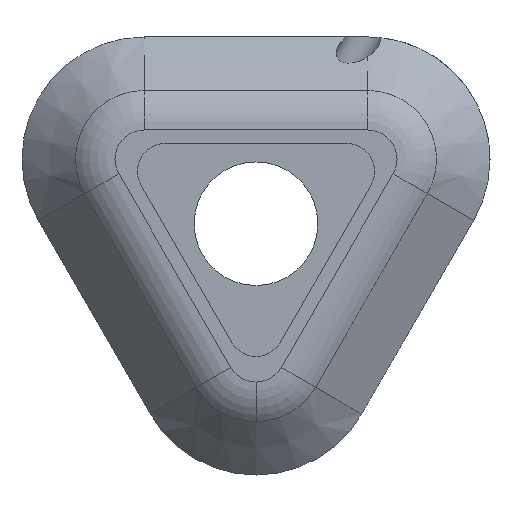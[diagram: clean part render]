
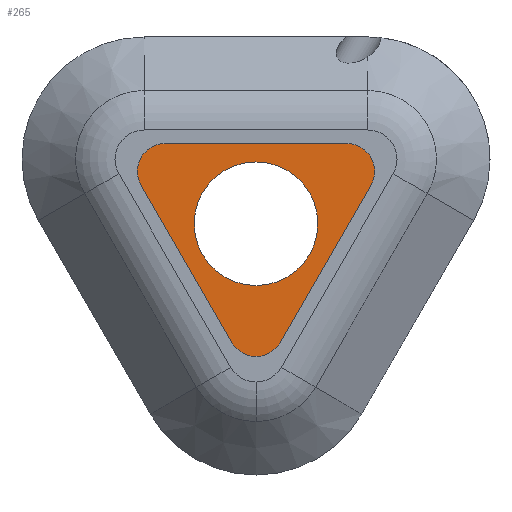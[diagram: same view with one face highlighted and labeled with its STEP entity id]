
A CAD part, front view. The second image highlights one B-rep face of the part: STEP entity #265.
In plain terms, the highlighted planar face has unit normal (0, -1, 0).
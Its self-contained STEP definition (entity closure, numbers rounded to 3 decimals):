
#3 = EDGE_CURVE ( 'NONE', #850, #54, #1044, .T. ) ;
#27 = DIRECTION ( 'NONE',  ( 0., -1., 0. ) ) ;
#35 = CIRCLE ( 'NONE', #1963, 4. ) ;
#48 = PLANE ( 'NONE',  #383 ) ;
#54 = VERTEX_POINT ( 'NONE', #335 ) ;
#110 = CARTESIAN_POINT ( 'NONE',  ( -3.01, 2., -1.738 ) ) ;
#124 = ORIENTED_EDGE ( 'NONE', *, *, #870, .T. ) ;
#173 = CARTESIAN_POINT ( 'NONE',  ( 1.959, 2., -1.131 ) ) ;
#212 = EDGE_CURVE ( 'NONE', #759, #970, #629, .T. ) ;
#237 = VERTEX_POINT ( 'NONE', #1792 ) ;
#256 = DIRECTION ( 'NONE',  ( 0., -1., 0. ) ) ;
#265 = ADVANCED_FACE ( 'NONE', ( #1855, #1979 ), #48, .T. ) ;
#273 = DIRECTION ( 'NONE',  ( -1., 0., 0. ) ) ;
#291 = AXIS2_PLACEMENT_3D ( 'NONE', #689, #673, #1489 ) ;
#322 = ORIENTED_EDGE ( 'NONE', *, *, #1181, .T. ) ;
#335 = CARTESIAN_POINT ( 'NONE',  ( -16., 2., -18.088 ) ) ;
#368 = DIRECTION ( 'NONE',  ( 0., 1., 0. ) ) ;
#374 = EDGE_LOOP ( 'NONE', ( #1649, #1373, #1744, #414, #1872, #124, #1377 ) ) ;
#383 = AXIS2_PLACEMENT_3D ( 'NONE', #695, #732, #2008 ) ;
#384 = CIRCLE ( 'NONE', #291, 4. ) ;
#404 = VECTOR ( 'NONE', #273, 1000. ) ;
#409 = CIRCLE ( 'NONE', #1598, 8.85 ) ;
#414 = ORIENTED_EDGE ( 'NONE', *, *, #609, .T. ) ;
#466 = CIRCLE ( 'NONE', #1415, 4. ) ;
#487 = EDGE_CURVE ( 'NONE', #1754, #1206, #559, .T. ) ;
#559 = LINE ( 'NONE', #1874, #1780 ) ;
#584 = LINE ( 'NONE', #1059, #404 ) ;
#588 = DIRECTION ( 'NONE',  ( 0., 1., 0. ) ) ;
#589 = VECTOR ( 'NONE', #1606, 1000. ) ;
#603 = CARTESIAN_POINT ( 'NONE',  ( -16., 2., -0.388 ) ) ;
#609 = EDGE_CURVE ( 'NONE', #237, #1062, #35, .T. ) ;
#629 = CIRCLE ( 'NONE', #644, 4. ) ;
#644 = AXIS2_PLACEMENT_3D ( 'NONE', #1346, #863, #998 ) ;
#660 = CARTESIAN_POINT ( 'NONE',  ( -28.99, 2., -1.738 ) ) ;
#664 = DIRECTION ( 'NONE',  ( 0., 0., -1. ) ) ;
#673 = DIRECTION ( 'NONE',  ( 0., -1., 0. ) ) ;
#678 = CARTESIAN_POINT ( 'NONE',  ( -3.01, 2., 2.262 ) ) ;
#682 = EDGE_CURVE ( 'NONE', #1062, #1131, #584, .T. ) ;
#688 = EDGE_LOOP ( 'NONE', ( #1178, #322 ) ) ;
#689 = CARTESIAN_POINT ( 'NONE',  ( -16., 2., -24.238 ) ) ;
#695 = CARTESIAN_POINT ( 'NONE',  ( 0., 2., 0. ) ) ;
#732 = DIRECTION ( 'NONE',  ( 0., -1., 0. ) ) ;
#759 = VERTEX_POINT ( 'NONE', #948 ) ;
#801 = LINE ( 'NONE', #173, #589 ) ;
#820 = CARTESIAN_POINT ( 'NONE',  ( -12.536, 2., -26.238 ) ) ;
#850 = VERTEX_POINT ( 'NONE', #603 ) ;
#863 = DIRECTION ( 'NONE',  ( 0., -1., 0. ) ) ;
#870 = EDGE_CURVE ( 'NONE', #1131, #1206, #466, .T. ) ;
#915 = DIRECTION ( 'NONE',  ( 0., 0., -1. ) ) ;
#948 = CARTESIAN_POINT ( 'NONE',  ( -16., 2., -28.238 ) ) ;
#958 = EDGE_CURVE ( 'NONE', #970, #237, #801, .T. ) ;
#970 = VERTEX_POINT ( 'NONE', #820 ) ;
#998 = DIRECTION ( 'NONE',  ( 0., 0., -1. ) ) ;
#1005 = EDGE_CURVE ( 'NONE', #1754, #759, #384, .T. ) ;
#1018 = DIRECTION ( 'NONE',  ( 0., 0., -1. ) ) ;
#1044 = CIRCLE ( 'NONE', #1899, 8.85 ) ;
#1053 = CARTESIAN_POINT ( 'NONE',  ( -28.99, 2., 2.262 ) ) ;
#1059 = CARTESIAN_POINT ( 'NONE',  ( 0., 2., 2.262 ) ) ;
#1062 = VERTEX_POINT ( 'NONE', #678 ) ;
#1066 = CARTESIAN_POINT ( 'NONE',  ( -16., 2., -9.238 ) ) ;
#1131 = VERTEX_POINT ( 'NONE', #1053 ) ;
#1178 = ORIENTED_EDGE ( 'NONE', *, *, #3, .T. ) ;
#1181 = EDGE_CURVE ( 'NONE', #54, #850, #409, .T. ) ;
#1206 = VERTEX_POINT ( 'NONE', #1793 ) ;
#1329 = CARTESIAN_POINT ( 'NONE',  ( -19.464, 2., -26.238 ) ) ;
#1346 = CARTESIAN_POINT ( 'NONE',  ( -16., 2., -24.238 ) ) ;
#1373 = ORIENTED_EDGE ( 'NONE', *, *, #212, .T. ) ;
#1377 = ORIENTED_EDGE ( 'NONE', *, *, #487, .F. ) ;
#1415 = AXIS2_PLACEMENT_3D ( 'NONE', #660, #27, #664 ) ;
#1489 = DIRECTION ( 'NONE',  ( 0., 0., -1. ) ) ;
#1562 = DIRECTION ( 'NONE',  ( 0., 0., -1. ) ) ;
#1598 = AXIS2_PLACEMENT_3D ( 'NONE', #1808, #368, #1018 ) ;
#1606 = DIRECTION ( 'NONE',  ( 0.5, 0., 0.866 ) ) ;
#1649 = ORIENTED_EDGE ( 'NONE', *, *, #1005, .T. ) ;
#1744 = ORIENTED_EDGE ( 'NONE', *, *, #958, .T. ) ;
#1754 = VERTEX_POINT ( 'NONE', #1329 ) ;
#1780 = VECTOR ( 'NONE', #1887, 1000. ) ;
#1792 = CARTESIAN_POINT ( 'NONE',  ( 0.454, 2., -3.738 ) ) ;
#1793 = CARTESIAN_POINT ( 'NONE',  ( -32.454, 2., -3.738 ) ) ;
#1808 = CARTESIAN_POINT ( 'NONE',  ( -16., 2., -9.238 ) ) ;
#1855 = FACE_OUTER_BOUND ( 'NONE', #374, .T. ) ;
#1872 = ORIENTED_EDGE ( 'NONE', *, *, #682, .T. ) ;
#1874 = CARTESIAN_POINT ( 'NONE',  ( -25.959, 2., -14.988 ) ) ;
#1887 = DIRECTION ( 'NONE',  ( -0.5, 0., 0.866 ) ) ;
#1899 = AXIS2_PLACEMENT_3D ( 'NONE', #1066, #588, #1562 ) ;
#1963 = AXIS2_PLACEMENT_3D ( 'NONE', #110, #256, #915 ) ;
#1979 = FACE_BOUND ( 'NONE', #688, .T. ) ;
#2008 = DIRECTION ( 'NONE',  ( 0., 0., -1. ) ) ;
